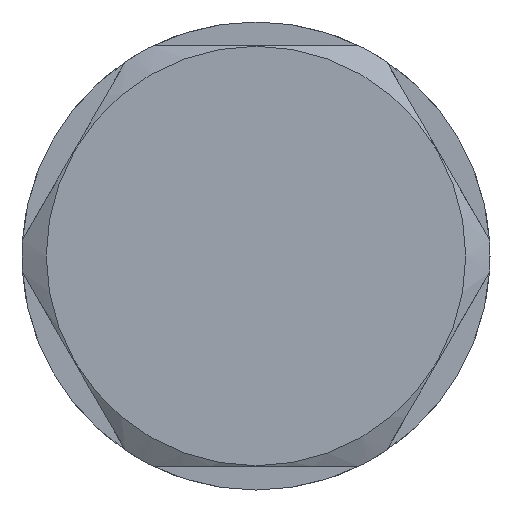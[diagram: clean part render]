
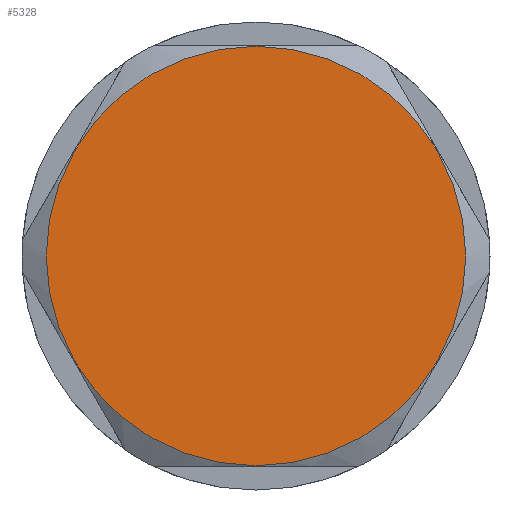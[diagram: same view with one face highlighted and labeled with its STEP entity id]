
A CAD part, left-side view. The second image highlights one B-rep face of the part: STEP entity #5328.
In plain terms, the highlighted planar face has unit normal (-1, 0, 0).
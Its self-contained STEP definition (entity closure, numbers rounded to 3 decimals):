
#22 = CARTESIAN_POINT ( 'NONE',  ( 0., 0., 14.25 ) ) ;
#43 = VERTEX_POINT ( 'NONE', #22 ) ;
#288 = VERTEX_POINT ( 'NONE', #7472 ) ;
#1455 = ORIENTED_EDGE ( 'NONE', *, *, #8199, .T. ) ;
#1520 = EDGE_LOOP ( 'NONE', ( #1455, #1551 ) ) ;
#1551 = ORIENTED_EDGE ( 'NONE', *, *, #5780, .T. ) ;
#2171 = CARTESIAN_POINT ( 'NONE',  ( 0., 0., 0. ) ) ;
#2172 = DIRECTION ( 'NONE',  ( -1., 0., 0. ) ) ;
#2173 = DIRECTION ( 'NONE',  ( 0., 0., 1. ) ) ;
#3552 = CARTESIAN_POINT ( 'NONE',  ( 0., 0., 0. ) ) ;
#3557 = PLANE ( 'NONE',  #5866 ) ;
#3560 = DIRECTION ( 'NONE',  ( 1., 0., 0. ) ) ;
#3561 = DIRECTION ( 'NONE',  ( 0., 0., -1. ) ) ;
#5328 = ADVANCED_FACE ( 'NONE', ( #7121 ), #3557, .F. ) ;
#5544 = AXIS2_PLACEMENT_3D ( 'NONE', #6553, #6554, #6555 ) ;
#5595 = AXIS2_PLACEMENT_3D ( 'NONE', #2171, #2172, #2173 ) ;
#5780 = EDGE_CURVE ( 'NONE', #43, #288, #6874, .T. ) ;
#5866 = AXIS2_PLACEMENT_3D ( 'NONE', #3552, #3560, #3561 ) ;
#6553 = CARTESIAN_POINT ( 'NONE',  ( 0., 0., 0. ) ) ;
#6554 = DIRECTION ( 'NONE',  ( -1., 0., 0. ) ) ;
#6555 = DIRECTION ( 'NONE',  ( 0., 0., 1. ) ) ;
#6687 = CIRCLE ( 'NONE', #5595, 14.25 ) ;
#6874 = CIRCLE ( 'NONE', #5544, 14.25 ) ;
#7121 = FACE_OUTER_BOUND ( 'NONE', #1520, .T. ) ;
#7472 = CARTESIAN_POINT ( 'NONE',  ( 0., 0., -14.25 ) ) ;
#8199 = EDGE_CURVE ( 'NONE', #288, #43, #6687, .T. ) ;
